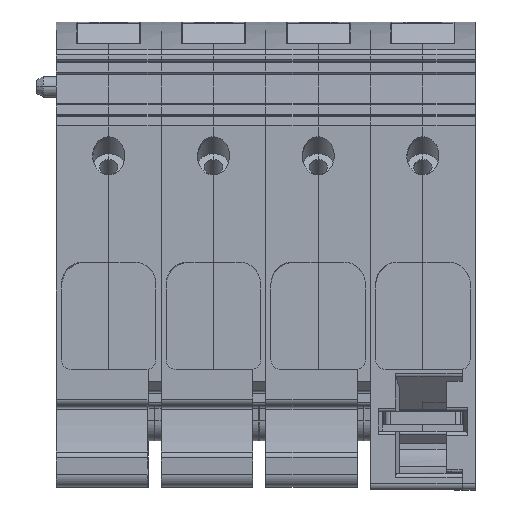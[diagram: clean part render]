
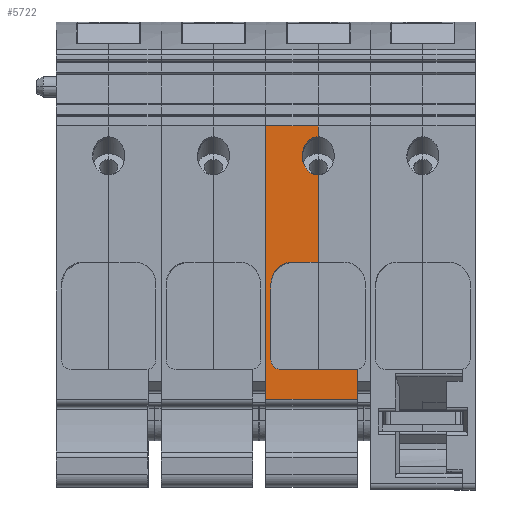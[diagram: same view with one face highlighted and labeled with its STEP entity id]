
A CAD part, front view. The second image highlights one B-rep face of the part: STEP entity #5722.
In plain terms, the highlighted planar face has unit normal (0, -1, 0).
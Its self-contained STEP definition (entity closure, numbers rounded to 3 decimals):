
#5609=AXIS2_PLACEMENT_3D('Plane Axis2P3D',#5606,#5607,#5608) ;
#5674=AXIS2_PLACEMENT_3D('Circle Axis2P3D',#5672,#5673,$) ;
#1262=CARTESIAN_POINT('Vertex',(43.,3.48,55.615)) ;
#1265=CARTESIAN_POINT('Line Origine',(43.,3.48,54.786)) ;
#1269=CARTESIAN_POINT('Vertex',(43.,3.48,53.956)) ;
#1325=CARTESIAN_POINT('Vertex',(43.,3.48,48.113)) ;
#1328=CARTESIAN_POINT('Line Origine',(43.,3.48,41.465)) ;
#1332=CARTESIAN_POINT('Vertex',(43.,3.48,34.818)) ;
#5587=CARTESIAN_POINT('Line Origine',(35.025,3.48,55.615)) ;
#5591=CARTESIAN_POINT('Vertex',(35.,3.48,55.615)) ;
#5606=CARTESIAN_POINT('Axis2P3D Location',(35.,3.48,13.9)) ;
#5612=CARTESIAN_POINT('Control Point',(43.,3.48,48.113)) ;
#5613=CARTESIAN_POINT('Control Point',(42.787,3.48,48.113)) ;
#5614=CARTESIAN_POINT('Control Point',(42.574,3.48,48.141)) ;
#5615=CARTESIAN_POINT('Control Point',(42.366,3.48,48.196)) ;
#5616=CARTESIAN_POINT('Control Point',(41.952,3.48,48.363)) ;
#5617=CARTESIAN_POINT('Control Point',(41.59,3.48,48.624)) ;
#5618=CARTESIAN_POINT('Control Point',(41.419,3.48,48.782)) ;
#5619=CARTESIAN_POINT('Control Point',(41.037,3.48,49.218)) ;
#5620=CARTESIAN_POINT('Control Point',(40.773,3.48,49.739)) ;
#5621=CARTESIAN_POINT('Control Point',(40.659,3.48,50.071)) ;
#5622=CARTESIAN_POINT('Control Point',(40.577,3.48,50.468)) ;
#5623=CARTESIAN_POINT('Control Point',(40.553,3.48,50.869)) ;
#5624=CARTESIAN_POINT('Control Point',(40.551,3.48,50.924)) ;
#5625=CARTESIAN_POINT('Control Point',(40.55,3.48,50.979)) ;
#5626=CARTESIAN_POINT('Control Point',(40.55,3.48,51.035)) ;
#5627=CARTESIAN_POINT('Vertex',(40.55,3.48,51.035)) ;
#5631=CARTESIAN_POINT('Control Point',(40.55,3.48,51.035)) ;
#5632=CARTESIAN_POINT('Control Point',(40.55,3.48,51.387)) ;
#5633=CARTESIAN_POINT('Control Point',(40.594,3.48,51.739)) ;
#5634=CARTESIAN_POINT('Control Point',(40.684,3.48,52.084)) ;
#5635=CARTESIAN_POINT('Control Point',(40.935,3.48,52.702)) ;
#5636=CARTESIAN_POINT('Control Point',(41.345,3.48,53.227)) ;
#5637=CARTESIAN_POINT('Control Point',(41.57,3.48,53.445)) ;
#5638=CARTESIAN_POINT('Control Point',(41.981,3.48,53.731)) ;
#5639=CARTESIAN_POINT('Control Point',(42.449,3.48,53.893)) ;
#5640=CARTESIAN_POINT('Control Point',(42.63,3.48,53.935)) ;
#5641=CARTESIAN_POINT('Control Point',(42.815,3.48,53.956)) ;
#5642=CARTESIAN_POINT('Control Point',(43.,3.48,53.956)) ;
#5644=CARTESIAN_POINT('Line Origine',(35.,3.48,34.758)) ;
#5648=CARTESIAN_POINT('Vertex',(35.,3.48,13.9)) ;
#5651=CARTESIAN_POINT('Line Origine',(42.,3.48,13.9)) ;
#5655=CARTESIAN_POINT('Vertex',(49.,3.48,13.9)) ;
#5658=CARTESIAN_POINT('Line Origine',(49.,3.48,16.15)) ;
#5662=CARTESIAN_POINT('Vertex',(49.,3.48,18.4)) ;
#5665=CARTESIAN_POINT('Line Origine',(43.144,3.48,18.4)) ;
#5669=CARTESIAN_POINT('Vertex',(37.288,3.48,18.4)) ;
#5672=CARTESIAN_POINT('Axis2P3D Location',(37.292,3.48,19.904)) ;
#5676=CARTESIAN_POINT('Vertex',(35.788,3.48,19.9)) ;
#5679=CARTESIAN_POINT('Line Origine',(35.788,3.48,25.69)) ;
#5683=CARTESIAN_POINT('Vertex',(35.788,3.48,31.48)) ;
#5687=CARTESIAN_POINT('Control Point',(39.085,3.48,34.818)) ;
#5688=CARTESIAN_POINT('Control Point',(38.733,3.48,34.816)) ;
#5689=CARTESIAN_POINT('Control Point',(38.382,3.48,34.765)) ;
#5690=CARTESIAN_POINT('Control Point',(38.039,3.48,34.665)) ;
#5691=CARTESIAN_POINT('Control Point',(37.381,3.48,34.373)) ;
#5692=CARTESIAN_POINT('Control Point',(36.821,3.48,33.921)) ;
#5693=CARTESIAN_POINT('Control Point',(36.571,3.48,33.657)) ;
#5694=CARTESIAN_POINT('Control Point',(36.164,3.48,33.095)) ;
#5695=CARTESIAN_POINT('Control Point',(35.911,3.48,32.45)) ;
#5696=CARTESIAN_POINT('Control Point',(35.829,3.48,32.132)) ;
#5697=CARTESIAN_POINT('Control Point',(35.788,3.48,31.806)) ;
#5698=CARTESIAN_POINT('Control Point',(35.788,3.48,31.48)) ;
#5699=CARTESIAN_POINT('Vertex',(39.085,3.48,34.818)) ;
#5702=CARTESIAN_POINT('Line Origine',(41.043,3.48,34.818)) ;
#1266=DIRECTION('Vector Direction',(0.,0.,-1.)) ;
#1329=DIRECTION('Vector Direction',(0.,0.,1.)) ;
#5588=DIRECTION('Vector Direction',(-1.,0.,0.)) ;
#5607=DIRECTION('Axis2P3D Direction',(0.,1.,0.)) ;
#5608=DIRECTION('Axis2P3D XDirection',(0.,0.,1.)) ;
#5645=DIRECTION('Vector Direction',(0.,0.,1.)) ;
#5652=DIRECTION('Vector Direction',(1.,0.,0.)) ;
#5659=DIRECTION('Vector Direction',(0.,0.,1.)) ;
#5666=DIRECTION('Vector Direction',(1.,0.,0.)) ;
#5673=DIRECTION('Axis2P3D Direction',(0.,1.,0.)) ;
#5680=DIRECTION('Vector Direction',(0.,0.,-1.)) ;
#5703=DIRECTION('Vector Direction',(-1.,0.,0.)) ;
#1267=VECTOR('Line Direction',#1266,1.) ;
#1330=VECTOR('Line Direction',#1329,1.) ;
#5589=VECTOR('Line Direction',#5588,1.) ;
#5646=VECTOR('Line Direction',#5645,1.) ;
#5653=VECTOR('Line Direction',#5652,1.) ;
#5660=VECTOR('Line Direction',#5659,1.) ;
#5667=VECTOR('Line Direction',#5666,1.) ;
#5681=VECTOR('Line Direction',#5680,1.) ;
#5704=VECTOR('Line Direction',#5703,1.) ;
#5708=ORIENTED_EDGE('',*,*,#1334,.T.) ;
#5709=ORIENTED_EDGE('',*,*,#5629,.T.) ;
#5710=ORIENTED_EDGE('',*,*,#5643,.T.) ;
#5711=ORIENTED_EDGE('',*,*,#1271,.F.) ;
#5712=ORIENTED_EDGE('',*,*,#5593,.F.) ;
#5713=ORIENTED_EDGE('',*,*,#5650,.F.) ;
#5714=ORIENTED_EDGE('',*,*,#5657,.T.) ;
#5715=ORIENTED_EDGE('',*,*,#5664,.F.) ;
#5716=ORIENTED_EDGE('',*,*,#5671,.T.) ;
#5717=ORIENTED_EDGE('',*,*,#5678,.T.) ;
#5718=ORIENTED_EDGE('',*,*,#5685,.T.) ;
#5719=ORIENTED_EDGE('',*,*,#5701,.T.) ;
#5720=ORIENTED_EDGE('',*,*,#5706,.T.) ;
#5722=ADVANCED_FACE('MLD L 1',(#5721),#5610,.F.) ;
#5611=B_SPLINE_CURVE_WITH_KNOTS('',5,(#5612,#5613,#5614,#5615,#5616,#5617,#5618,#5619,#5620,#5621,#5622,#5623,#5624,#5625,#5626),.UNSPECIFIED.,.F.,.U.,(6,3,3,3,6),(0.,1.509,3.142,5.601,5.992),.UNSPECIFIED.) ;
#5630=B_SPLINE_CURVE_WITH_KNOTS('',5,(#5631,#5632,#5633,#5634,#5635,#5636,#5637,#5638,#5639,#5640,#5641,#5642),.UNSPECIFIED.,.F.,.U.,(6,3,3,6),(0.,2.498,4.684,5.995),.UNSPECIFIED.) ;
#5686=B_SPLINE_CURVE_WITH_KNOTS('',5,(#5687,#5688,#5689,#5690,#5691,#5692,#5693,#5694,#5695,#5696,#5697,#5698),.UNSPECIFIED.,.F.,.U.,(6,3,3,6),(0.,2.494,5.055,7.37),.UNSPECIFIED.) ;
#5675=CIRCLE('generated circle',#5674,1.504) ;
#1271=EDGE_CURVE('',#1263,#1270,#1268,.T.) ;
#1334=EDGE_CURVE('',#1333,#1326,#1331,.T.) ;
#5593=EDGE_CURVE('',#5592,#1263,#5590,.F.) ;
#5629=EDGE_CURVE('',#1326,#5628,#5611,.T.) ;
#5643=EDGE_CURVE('',#5628,#1270,#5630,.T.) ;
#5650=EDGE_CURVE('',#5649,#5592,#5647,.T.) ;
#5657=EDGE_CURVE('',#5649,#5656,#5654,.T.) ;
#5664=EDGE_CURVE('',#5663,#5656,#5661,.F.) ;
#5671=EDGE_CURVE('',#5663,#5670,#5668,.F.) ;
#5678=EDGE_CURVE('',#5670,#5677,#5675,.T.) ;
#5685=EDGE_CURVE('',#5677,#5684,#5682,.F.) ;
#5701=EDGE_CURVE('',#5684,#5700,#5686,.F.) ;
#5706=EDGE_CURVE('',#5700,#1333,#5705,.F.) ;
#5707=EDGE_LOOP('',(#5708,#5709,#5710,#5711,#5712,#5713,#5714,#5715,#5716,#5717,#5718,#5719,#5720)) ;
#5721=FACE_OUTER_BOUND('',#5707,.T.) ;
#1268=LINE('Line',#1265,#1267) ;
#1331=LINE('Line',#1328,#1330) ;
#5590=LINE('Line',#5587,#5589) ;
#5647=LINE('Line',#5644,#5646) ;
#5654=LINE('Line',#5651,#5653) ;
#5661=LINE('Line',#5658,#5660) ;
#5668=LINE('Line',#5665,#5667) ;
#5682=LINE('Line',#5679,#5681) ;
#5705=LINE('Line',#5702,#5704) ;
#5610=PLANE('',#5609) ;
#1263=VERTEX_POINT('',#1262) ;
#1270=VERTEX_POINT('',#1269) ;
#1326=VERTEX_POINT('',#1325) ;
#1333=VERTEX_POINT('',#1332) ;
#5592=VERTEX_POINT('',#5591) ;
#5628=VERTEX_POINT('',#5627) ;
#5649=VERTEX_POINT('',#5648) ;
#5656=VERTEX_POINT('',#5655) ;
#5663=VERTEX_POINT('',#5662) ;
#5670=VERTEX_POINT('',#5669) ;
#5677=VERTEX_POINT('',#5676) ;
#5684=VERTEX_POINT('',#5683) ;
#5700=VERTEX_POINT('',#5699) ;
